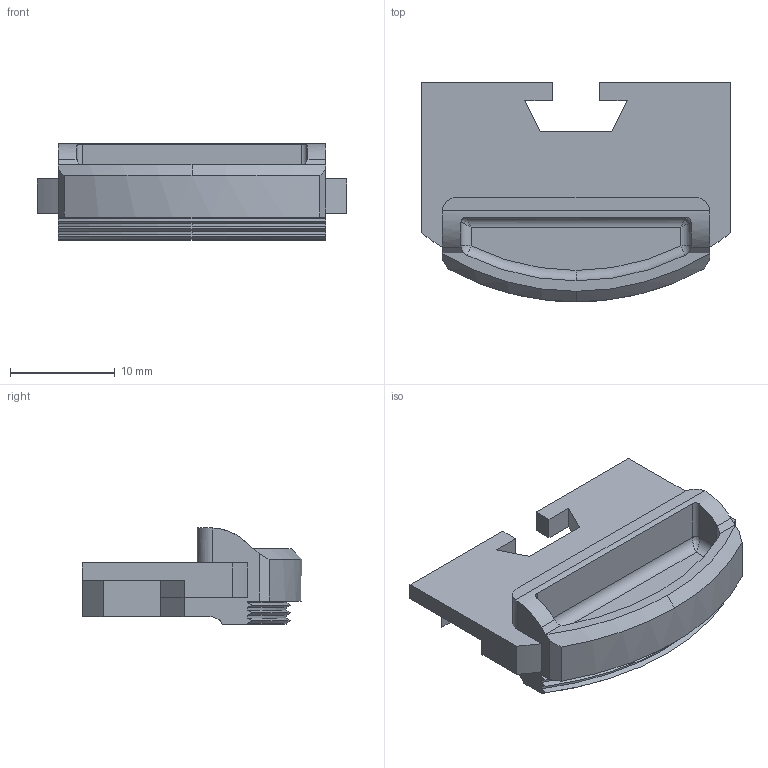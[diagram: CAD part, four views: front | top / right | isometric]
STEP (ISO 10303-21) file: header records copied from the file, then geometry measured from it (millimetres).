
FILE_DESCRIPTION(('HOOPS Exchange Step'),'2;1');
FILE_NAME('temp_export','2023-06-24T00:13:27-04:00',('gmoua'),('Shapr3D Limited'),'HOOPS Exchange 2022.2','Shapr3D','Authorized');
FILE_SCHEMA( ('AUTOMOTIVE_DESIGN { 1 0 10303 214 1 1 1 1 }') );
Length unit declared in the file: millimetre
Products named in the file (1): Latch R
Bounding box: 29.6 x 21 x 9.2 mm (x, y, z)
Volume: 2203.8 mm3; surface area: 2000.7 mm2
Topology: 1 solids, 1 shells, 90 faces, 250 edges, 158 vertices
Faces by surface type: plane 48, cylinder 23, cone 11, torus 4, bspline 2, sphere 2
Entity records: 3355 total; most frequent: CARTESIAN_POINT 1065, ORIENTED_EDGE 492, DIRECTION 455, EDGE_CURVE 246, VERTEX_POINT 158, VECTOR 155, LINE 155, AXIS2_PLACEMENT_3D 150
